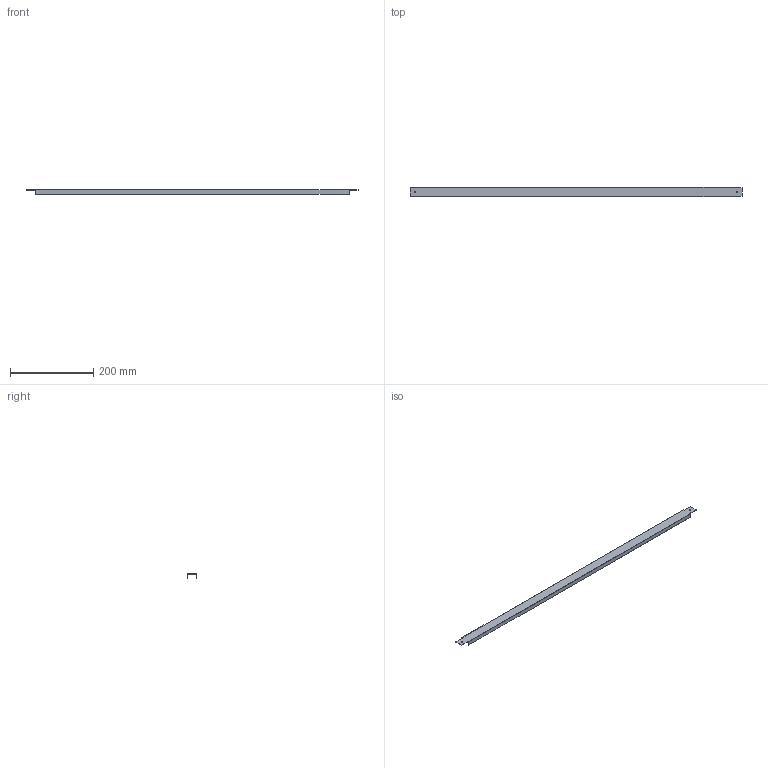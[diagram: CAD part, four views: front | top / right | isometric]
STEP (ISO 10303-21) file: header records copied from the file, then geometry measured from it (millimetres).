
FILE_DESCRIPTION((''),'2;1');
FILE_NAME('001340252_CP_BHS_2','2023-02-09T10:01:07',('klemen.sitar'),('Audax d.o.o.'),'CREO PARAMETRIC BY PTC INC, 2021304','CREO PARAMETRIC BY PTC INC, 2021304','');
FILE_SCHEMA(('AP242_MANAGED_MODEL_BASED_3D_ENGINEERING_MIM_LF { 1 0 10303 442 1 1 4 }'));
Length unit declared in the file: millimetre
Products named in the file (1): 001340252_CP_BHS_2
Bounding box: 797 x 23.5 x 10 mm (x, y, z)
Volume: 32071.4 mm3; surface area: 65844.9 mm2
Topology: 1 solids, 1 shells, 22 faces, 63 edges, 46 vertices
Faces by surface type: plane 18, cylinder 4
Entity records: 1270 total; most frequent: COLOUR_RGB 192, CARTESIAN_POINT 128, ORIENTED_EDGE 120, DIRECTION 117, PRESENTATION_STYLE_ASSIGNMENT 65, STYLED_ITEM 65, CURVE_STYLE 64, EDGE_CURVE 60
